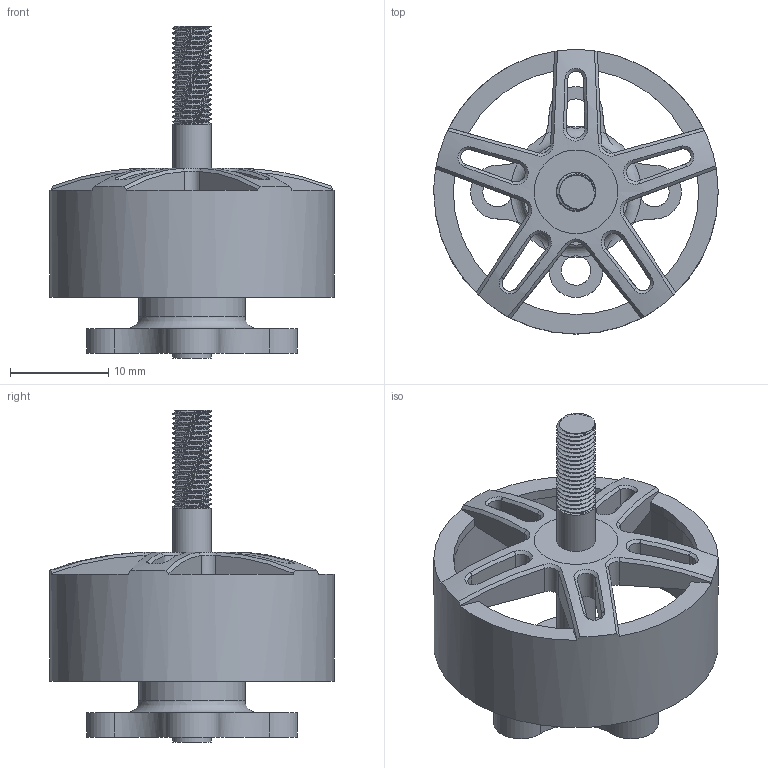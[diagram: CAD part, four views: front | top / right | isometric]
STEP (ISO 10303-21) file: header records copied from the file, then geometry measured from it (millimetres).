
FILE_DESCRIPTION(/* description */ (''),/* implementation_level */ '2;1');
FILE_NAME(/* name */ 'T-Motor F80Pro.step',/* time_stamp */ '2022-12-04T19:32:52-05:00',/* author */ (''),/* organization */ (''),/* preprocessor_version */ 'ST-DEVELOPER v19.2',/* originating_system */ 'Autodesk Translation Framework v11.17.0.187',/* authorisation */ '');
FILE_SCHEMA (('AUTOMOTIVE_DESIGN { 1 0 10303 214 3 1 1 }'));
Length unit declared in the file: millimetre
Products named in the file (1): T-Motor F80Pro
Bounding box: 29 x 29 x 33.85 mm (x, y, z)
Volume: 2901.6 mm3; surface area: 4402.2 mm2
Topology: 3 solids, 3 shells, 193 faces, 539 edges, 344 vertices
Faces by surface type: cylinder 79, bspline 68, plane 45, torus 1
Full cylindrical faces by diameter (mm): 3 x4, 3.356 x7, 3.927 x13, 4 x2, 10.824 x1, 26.627 x1, 29 x1
Entity records: 10119 total; most frequent: CARTESIAN_POINT 5572, ORIENTED_EDGE 1078, DIRECTION 672, EDGE_CURVE 539, VERTEX_POINT 344, AXIS2_PLACEMENT_3D 237, B_SPLINE_CURVE_WITH_KNOTS 229, EDGE_LOOP 217
